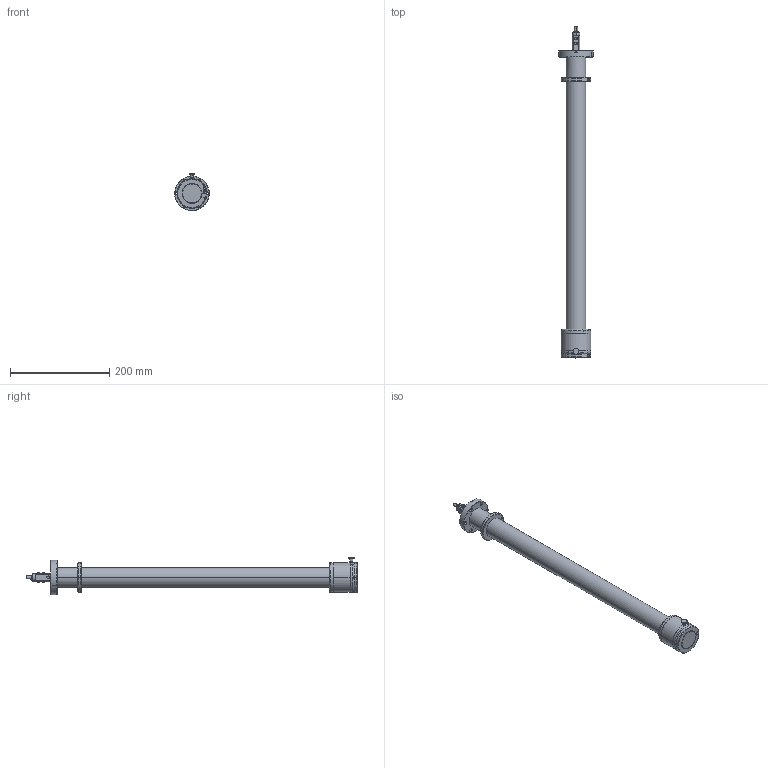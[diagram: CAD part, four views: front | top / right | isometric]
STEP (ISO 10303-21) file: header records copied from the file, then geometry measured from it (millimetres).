
FILE_DESCRIPTION(('CATIA V5 STEP Exchange','CAx-IF Rec.Pracs.--- Model Styling and Organization---1.2---2011-12-15'),'2;1');
FILE_NAME('RMD40(H)-0500-0050.stp','2020-02-25T11:52:29+00:00',('none'),('none'),'CATIA Version 5 Release 21 SP 6 (IN-10)','CATIA V5 STEP AP214','none');
FILE_SCHEMA(('AUTOMOTIVE_DESIGN { 1 0 10303 214 1 1 1 1 }'));
Length unit declared in the file: millimetre
Products named in the file (1): RMD40(H)-0500-0050
Bounding box: 69.5 x 669.86 x 75.24 mm (x, y, z)
Volume: 265378.6 mm3; surface area: 269556.4 mm2
Topology: 2 solids, 20 shells, 1046 faces, 2672 edges, 1686 vertices
Faces by surface type: cylinder 386, plane 340, cone 153, torus 99, sphere 68
Entity records: 32698 total; most frequent: CARTESIAN_POINT 8504, ORIENTED_EDGE 5304, DIRECTION 3825, EDGE_CURVE 2652, AXIS2_PLACEMENT_3D 1966, VERTEX_POINT 1681, EDGE_LOOP 1201, CIRCLE 1117
